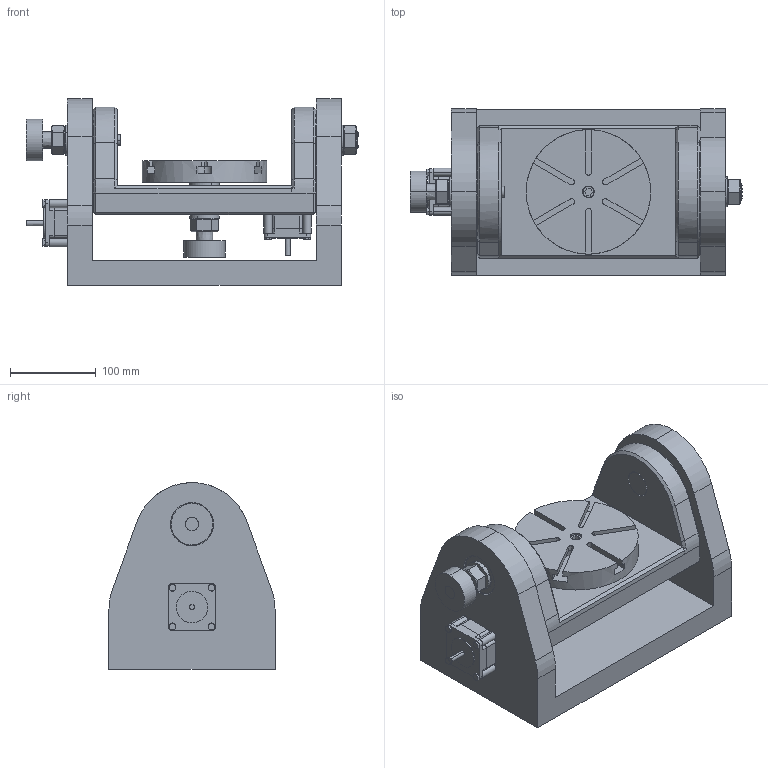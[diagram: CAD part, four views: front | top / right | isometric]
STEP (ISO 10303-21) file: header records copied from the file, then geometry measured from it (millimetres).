
FILE_DESCRIPTION(('FreeCAD Model'),'2;1');
FILE_NAME('Open CASCADE Shape Model','2025-04-17T14:31:04',('FreeCAD'),( 'FreeCAD'),'Open CASCADE STEP processor 7.6','FreeCAD','Unknown');
FILE_SCHEMA(('AUTOMOTIVE_DESIGN { 1 0 10303 214 1 1 1 1 }'));
Products named in the file (1): Open CASCADE STEP translator 7.6 1
Bounding box: 386.66 x 193.33 x 217.5 mm (x, y, z)
Volume: 5986512.4 mm3; surface area: 673153.6 mm2
Topology: 41 solids, 53 shells, 1251 faces, 3036 edges, 1950 vertices
Faces by surface type: bspline 1251
Entity records: 38537 total; most frequent: CARTESIAN_POINT 20609, ORIENTED_EDGE 6032, EDGE_CURVE 3016, B_SPLINE_CURVE_WITH_KNOTS 2067, VERTEX_POINT 1950, FACE_BOUND 1450, EDGE_LOOP 1450, ADVANCED_FACE 1251
